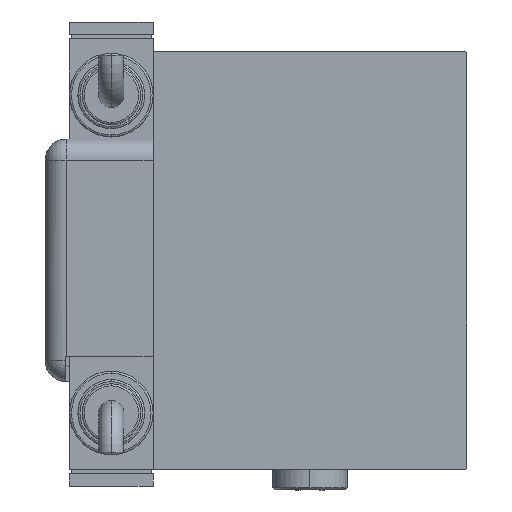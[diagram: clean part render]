
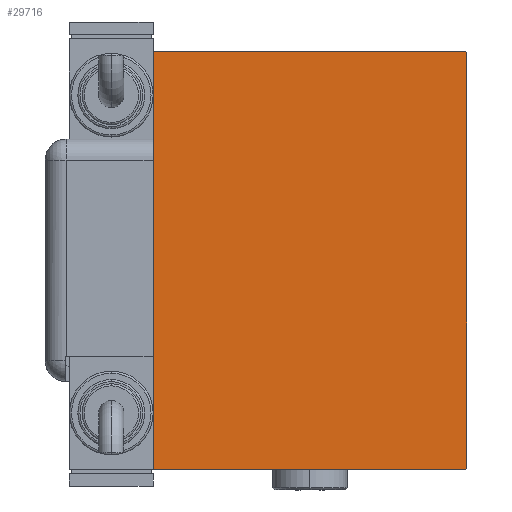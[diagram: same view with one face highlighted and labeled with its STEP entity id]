
A CAD part, left-side view. The second image highlights one B-rep face of the part: STEP entity #29716.
In plain terms, the highlighted face is planar.
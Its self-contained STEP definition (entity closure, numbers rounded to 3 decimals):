
#101 = VECTOR ( 'NONE', #9602, 1000. ) ;
#1319 = EDGE_CURVE ( 'NONE', #59123, #43937, #43614, .T. ) ;
#2131 = EDGE_CURVE ( 'NONE', #11532, #49621, #57687, .T. ) ;
#4928 = VECTOR ( 'NONE', #53830, 1000. ) ;
#5252 = FACE_OUTER_BOUND ( 'NONE', #40448, .T. ) ;
#6108 = DIRECTION ( 'NONE',  ( 0., -0.707, 0.707 ) ) ;
#8486 = CARTESIAN_POINT ( 'NONE',  ( 153., 37.2, 50. ) ) ;
#9602 = DIRECTION ( 'NONE',  ( 0., 0.707, -0.707 ) ) ;
#10076 = ORIENTED_EDGE ( 'NONE', *, *, #14820, .T. ) ;
#11532 = VERTEX_POINT ( 'NONE', #52893 ) ;
#12326 = DIRECTION ( 'NONE',  ( 0., 0., 1. ) ) ;
#12995 = LINE ( 'NONE', #41563, #18102 ) ;
#13078 = ORIENTED_EDGE ( 'NONE', *, *, #20791, .T. ) ;
#14820 = EDGE_CURVE ( 'NONE', #48319, #59123, #47474, .T. ) ;
#16474 = ORIENTED_EDGE ( 'NONE', *, *, #23676, .T. ) ;
#16592 = CARTESIAN_POINT ( 'NONE',  ( 153., 37.5, -50. ) ) ;
#16889 = VERTEX_POINT ( 'NONE', #35641 ) ;
#18102 = VECTOR ( 'NONE', #60105, 1000. ) ;
#18166 = DIRECTION ( 'NONE',  ( 0., 0.707, 0.707 ) ) ;
#19723 = EDGE_CURVE ( 'NONE', #16889, #29060, #59819, .T. ) ;
#20791 = EDGE_CURVE ( 'NONE', #29060, #48319, #58250, .T. ) ;
#23024 = CARTESIAN_POINT ( 'NONE',  ( 153., 43.6, -43.6 ) ) ;
#23676 = EDGE_CURVE ( 'NONE', #52245, #16889, #12995, .T. ) ;
#23789 = VECTOR ( 'NONE', #47975, 1000. ) ;
#25370 = DIRECTION ( 'NONE',  ( 0., -1., 0. ) ) ;
#26668 = VECTOR ( 'NONE', #25370, 1000. ) ;
#27684 = CARTESIAN_POINT ( 'NONE',  ( 153., 37.5, 49.7 ) ) ;
#27798 = CARTESIAN_POINT ( 'NONE',  ( 153., -37.2, -50. ) ) ;
#28169 = LINE ( 'NONE', #47019, #101 ) ;
#29060 = VERTEX_POINT ( 'NONE', #59314 ) ;
#29716 = ADVANCED_FACE ( 'NONE', ( #5252 ), #46604, .T. ) ;
#30412 = CARTESIAN_POINT ( 'NONE',  ( 153., -43.6, 43.6 ) ) ;
#33607 = ORIENTED_EDGE ( 'NONE', *, *, #19723, .T. ) ;
#33974 = CARTESIAN_POINT ( 'NONE',  ( 153., -37.5, 50. ) ) ;
#34324 = ORIENTED_EDGE ( 'NONE', *, *, #42609, .T. ) ;
#35641 = CARTESIAN_POINT ( 'NONE',  ( 153., 37.2, -50. ) ) ;
#35962 = CARTESIAN_POINT ( 'NONE',  ( 153., -37.2, 50. ) ) ;
#37491 = DIRECTION ( 'NONE',  ( 1., 0., 0. ) ) ;
#38582 = AXIS2_PLACEMENT_3D ( 'NONE', #51783, #37491, #41747 ) ;
#40072 = VECTOR ( 'NONE', #6108, 1000. ) ;
#40448 = EDGE_LOOP ( 'NONE', ( #16474, #33607, #13078, #10076, #42859, #52569, #42556, #34324 ) ) ;
#41563 = CARTESIAN_POINT ( 'NONE',  ( 153., -37.5, -50. ) ) ;
#41747 = DIRECTION ( 'NONE',  ( 0., 0., -1. ) ) ;
#42556 = ORIENTED_EDGE ( 'NONE', *, *, #2131, .T. ) ;
#42609 = EDGE_CURVE ( 'NONE', #49621, #52245, #28169, .T. ) ;
#42859 = ORIENTED_EDGE ( 'NONE', *, *, #1319, .T. ) ;
#43614 = LINE ( 'NONE', #43925, #26668 ) ;
#43925 = CARTESIAN_POINT ( 'NONE',  ( 153., 37.5, 50. ) ) ;
#43937 = VERTEX_POINT ( 'NONE', #35962 ) ;
#46604 = PLANE ( 'NONE',  #38582 ) ;
#47019 = CARTESIAN_POINT ( 'NONE',  ( 153., -43.6, -43.6 ) ) ;
#47474 = LINE ( 'NONE', #52332, #40072 ) ;
#47975 = DIRECTION ( 'NONE',  ( 0., 0., -1. ) ) ;
#48319 = VERTEX_POINT ( 'NONE', #27684 ) ;
#49560 = LINE ( 'NONE', #30412, #4928 ) ;
#49621 = VERTEX_POINT ( 'NONE', #54647 ) ;
#51783 = CARTESIAN_POINT ( 'NONE',  ( 153., 0., 0. ) ) ;
#52245 = VERTEX_POINT ( 'NONE', #27798 ) ;
#52332 = CARTESIAN_POINT ( 'NONE',  ( 153., 43.6, 43.6 ) ) ;
#52569 = ORIENTED_EDGE ( 'NONE', *, *, #59781, .T. ) ;
#52893 = CARTESIAN_POINT ( 'NONE',  ( 153., -37.5, 49.7 ) ) ;
#53438 = VECTOR ( 'NONE', #12326, 1000. ) ;
#53830 = DIRECTION ( 'NONE',  ( 0., -0.707, -0.707 ) ) ;
#54647 = CARTESIAN_POINT ( 'NONE',  ( 153., -37.5, -49.7 ) ) ;
#55348 = VECTOR ( 'NONE', #18166, 1000. ) ;
#57687 = LINE ( 'NONE', #33974, #23789 ) ;
#58250 = LINE ( 'NONE', #16592, #53438 ) ;
#59123 = VERTEX_POINT ( 'NONE', #8486 ) ;
#59314 = CARTESIAN_POINT ( 'NONE',  ( 153., 37.5, -49.7 ) ) ;
#59781 = EDGE_CURVE ( 'NONE', #43937, #11532, #49560, .T. ) ;
#59819 = LINE ( 'NONE', #23024, #55348 ) ;
#60105 = DIRECTION ( 'NONE',  ( 0., 1., 0. ) ) ;
